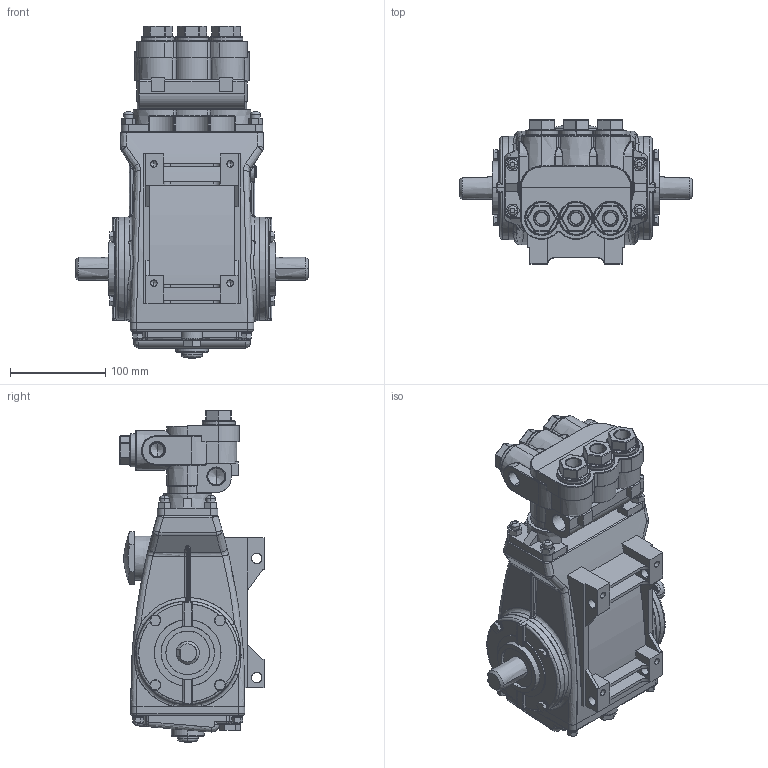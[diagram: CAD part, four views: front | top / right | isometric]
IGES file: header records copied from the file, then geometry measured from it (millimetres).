
Start section: SolidWorks IGES file using analytic representation for surfaces
Global section: file name: 550.IGS; native system: SolidWorks 2009; preprocessor: SolidWorks 2009; author: sal; date: 090501.130631; units: inch
Bounding box: 244.09 x 151.01 x 348.11 mm (x, y, z)
Surface area: 278449.5 mm2 (no closed solid volume)
Topology: 0 solids, 0 shells, 1458 faces, 15868 edges, 15795 vertices
Faces by surface type: bspline 864, revolution 594
